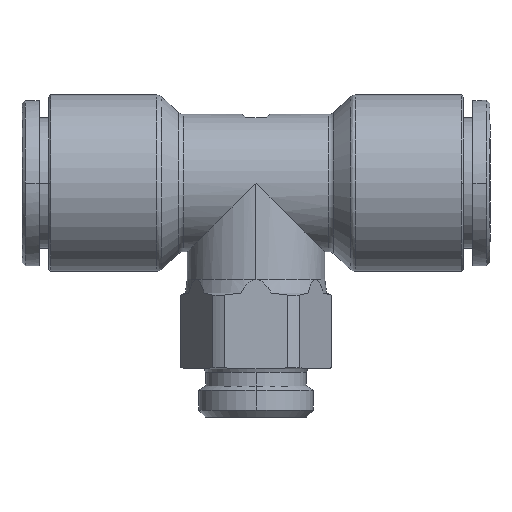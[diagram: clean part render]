
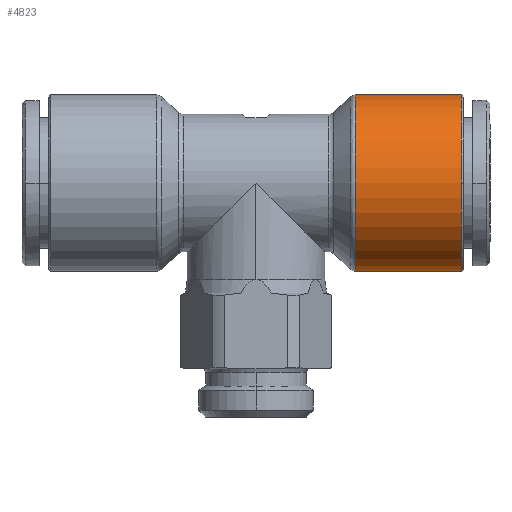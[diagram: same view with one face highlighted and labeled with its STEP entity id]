
A CAD part, front view. The second image highlights one B-rep face of the part: STEP entity #4823.
In plain terms, the highlighted cylindrical face has radius 12.8 mm (diameter 25.6 mm), a partial arc.
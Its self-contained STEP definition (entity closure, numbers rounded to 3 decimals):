
#212 = DIRECTION ( 'NONE',  ( 0., 0., -1. ) ) ;
#344 = DIRECTION ( 'NONE',  ( 1., 0., 0. ) ) ;
#753 = CARTESIAN_POINT ( 'NONE',  ( 21.5, 0., 12.8 ) ) ;
#1091 = DIRECTION ( 'NONE',  ( 0., 0., 1. ) ) ;
#1920 = CARTESIAN_POINT ( 'NONE',  ( 30.3, -12.8, 0. ) ) ;
#2584 = DIRECTION ( 'NONE',  ( 0., 0., 1. ) ) ;
#2677 = VERTEX_POINT ( 'NONE', #14968 ) ;
#2706 = VECTOR ( 'NONE', #11737, 1000. ) ;
#3052 = ORIENTED_EDGE ( 'NONE', *, *, #8443, .F. ) ;
#3341 = EDGE_CURVE ( 'NONE', #5383, #11850, #19349, .T. ) ;
#3688 = CIRCLE ( 'NONE', #12627, 12.8 ) ;
#4292 = DIRECTION ( 'NONE',  ( 1., 0., 0. ) ) ;
#4625 = CARTESIAN_POINT ( 'NONE',  ( 14.894, 0., -12.8 ) ) ;
#4823 = ADVANCED_FACE ( 'NONE', ( #11098 ), #19037, .T. ) ;
#5231 = DIRECTION ( 'NONE',  ( 0., 0., -1. ) ) ;
#5383 = VERTEX_POINT ( 'NONE', #1920 ) ;
#5511 = VERTEX_POINT ( 'NONE', #4625 ) ;
#5668 = CARTESIAN_POINT ( 'NONE',  ( 30.3, 0., 0. ) ) ;
#7723 = EDGE_CURVE ( 'NONE', #17454, #2677, #15241, .T. ) ;
#8144 = CARTESIAN_POINT ( 'NONE',  ( 14.894, 0., 0. ) ) ;
#8275 = DIRECTION ( 'NONE',  ( 1., 0., 0. ) ) ;
#8443 = EDGE_CURVE ( 'NONE', #2677, #5383, #14678, .T. ) ;
#8872 = ORIENTED_EDGE ( 'NONE', *, *, #12202, .T. ) ;
#10351 = LINE ( 'NONE', #13642, #16078 ) ;
#10466 = DIRECTION ( 'NONE',  ( 1., 0., 0. ) ) ;
#11098 = FACE_OUTER_BOUND ( 'NONE', #13226, .T. ) ;
#11469 = CARTESIAN_POINT ( 'NONE',  ( 21.5, 0., 0. ) ) ;
#11737 = DIRECTION ( 'NONE',  ( 1., 0., 0. ) ) ;
#11850 = VERTEX_POINT ( 'NONE', #14930 ) ;
#12202 = EDGE_CURVE ( 'NONE', #5511, #11850, #10351, .T. ) ;
#12384 = ORIENTED_EDGE ( 'NONE', *, *, #7723, .F. ) ;
#12627 = AXIS2_PLACEMENT_3D ( 'NONE', #8144, #8275, #5231 ) ;
#13226 = EDGE_LOOP ( 'NONE', ( #12384, #19681, #8872, #13708, #3052 ) ) ;
#13459 = AXIS2_PLACEMENT_3D ( 'NONE', #11469, #344, #212 ) ;
#13469 = EDGE_CURVE ( 'NONE', #17454, #5511, #3688, .T. ) ;
#13569 = DIRECTION ( 'NONE',  ( 1., 0., 0. ) ) ;
#13642 = CARTESIAN_POINT ( 'NONE',  ( 21.5, 0., -12.8 ) ) ;
#13708 = ORIENTED_EDGE ( 'NONE', *, *, #3341, .F. ) ;
#14232 = CARTESIAN_POINT ( 'NONE',  ( 14.894, 0., 12.8 ) ) ;
#14678 = CIRCLE ( 'NONE', #18018, 12.8 ) ;
#14930 = CARTESIAN_POINT ( 'NONE',  ( 30.3, 0., -12.8 ) ) ;
#14968 = CARTESIAN_POINT ( 'NONE',  ( 30.3, 0., 12.8 ) ) ;
#15241 = LINE ( 'NONE', #753, #2706 ) ;
#16078 = VECTOR ( 'NONE', #4292, 1000. ) ;
#17454 = VERTEX_POINT ( 'NONE', #14232 ) ;
#18018 = AXIS2_PLACEMENT_3D ( 'NONE', #20024, #10466, #1091 ) ;
#18729 = AXIS2_PLACEMENT_3D ( 'NONE', #5668, #13569, #2584 ) ;
#19037 = CYLINDRICAL_SURFACE ( 'NONE', #13459, 12.8 ) ;
#19349 = CIRCLE ( 'NONE', #18729, 12.8 ) ;
#19681 = ORIENTED_EDGE ( 'NONE', *, *, #13469, .T. ) ;
#20024 = CARTESIAN_POINT ( 'NONE',  ( 30.3, 0., 0. ) ) ;
